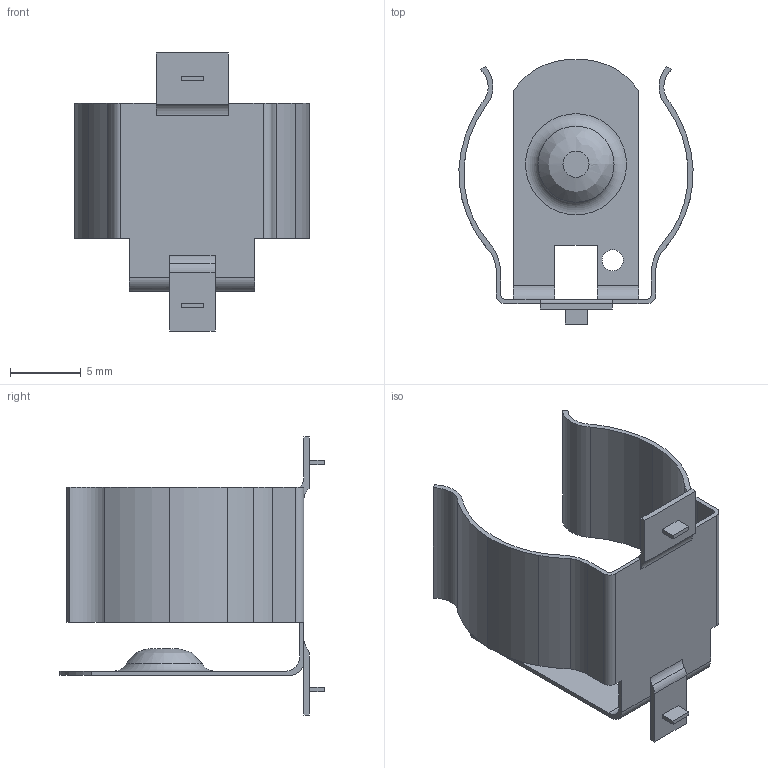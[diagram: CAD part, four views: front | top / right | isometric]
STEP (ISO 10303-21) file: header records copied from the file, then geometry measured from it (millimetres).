
FILE_DESCRIPTION(/* description */ (''),/* implementation_level */ '2;1');
FILE_NAME(/* name */ '${GLOWINGKITTYPARTS}MY-18650-02.step',/* time_stamp */ '2022-04-16T20:15:11+02:00',/* author */ (''),/* organization */ (''),/* preprocessor_version */ 'ST-DEVELOPER v18.1',/* originating_system */ 'Autodesk Translation Framework v10.14.0.1471',/* authorisation */ '');
FILE_SCHEMA (('AUTOMOTIVE_DESIGN { 1 0 10303 214 3 1 1 }'));
Length unit declared in the file: millimetre
Products named in the file (2): MY-18650-02; connector
Assembly tree (1 placements, depth 2):
  MY-18650-02
    connector
Bounding box: 16.56 x 18.73 x 19.66 mm (x, y, z)
Volume: 238.9 mm3; surface area: 1346.2 mm2
Topology: 1 solids, 1 shells, 74 faces, 208 edges, 137 vertices
Faces by surface type: plane 40, cylinder 32, torus 1, bspline 1
Full cylindrical faces by diameter (mm): 1.506 x1
Entity records: 2493 total; most frequent: CARTESIAN_POINT 448, DIRECTION 431, ORIENTED_EDGE 416, EDGE_CURVE 208, AXIS2_PLACEMENT_3D 147, LINE 137, VECTOR 137, VERTEX_POINT 137
